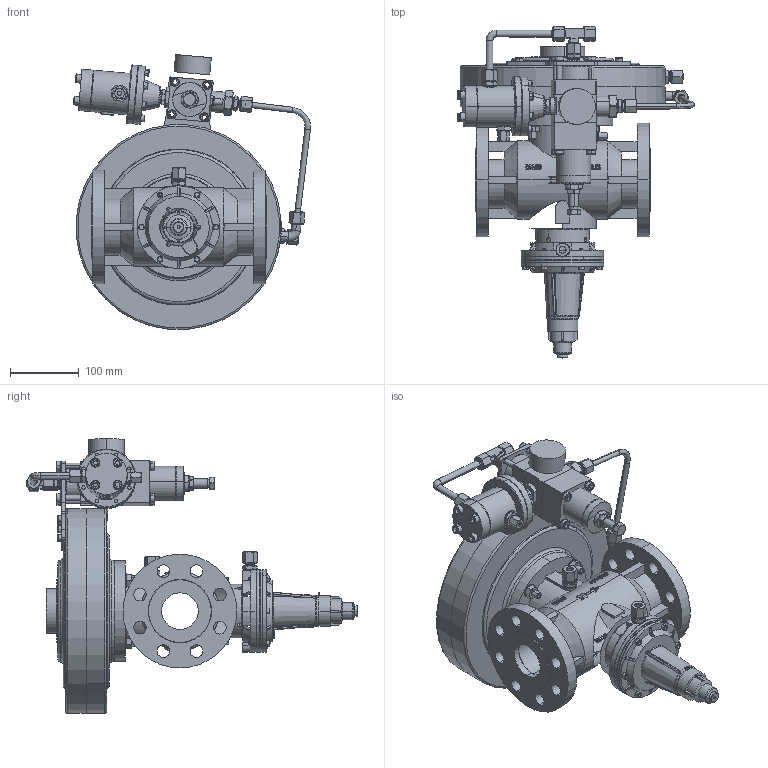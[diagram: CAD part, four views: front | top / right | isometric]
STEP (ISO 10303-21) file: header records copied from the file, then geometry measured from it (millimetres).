
FILE_DESCRIPTION (( 'STEP AP203' ), '1' );
FILE_NAME ('Z50S-P.STEP', '2023-09-25T13:08:41', ( '' ), ( '' ), 'SwSTEP 2.0', 'SolidWorks 2018', '' );
FILE_SCHEMA (( 'CONFIG_CONTROL_DESIGN' ));
Length unit declared in the file: millimetre
Products named in the file (1): Z50S-P
Bounding box: 343.93 x 481.36 x 398.83 mm (x, y, z)
Surface area: 694458.7 mm2 (no closed solid volume)
Topology: 0 solids, 147 shells, 2036 faces, 6132 edges, 4073 vertices
Faces by surface type: plane 992, cylinder 498, cone 197, torus 189, bspline 150, sphere 10
Entity records: 89127 total; most frequent: CARTESIAN_POINT 36608, DIRECTION 10517, ORIENTED_EDGE 10104, EDGE_CURVE 6132, VERTEX_POINT 4073, AXIS2_PLACEMENT_3D 3926, LINE 2665, VECTOR 2665
